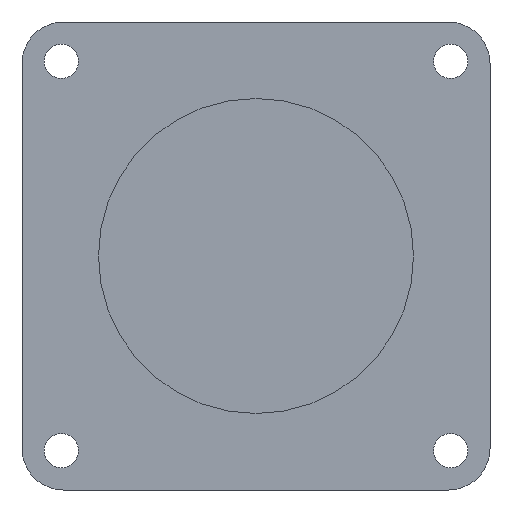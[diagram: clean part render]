
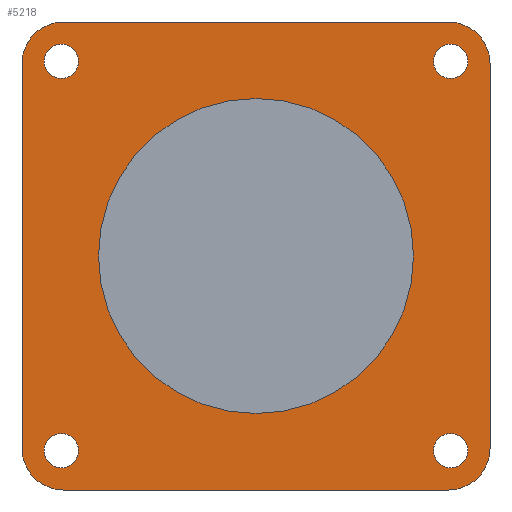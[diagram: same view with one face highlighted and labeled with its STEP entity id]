
A CAD part, left-side view. The second image highlights one B-rep face of the part: STEP entity #5218.
In plain terms, the highlighted planar face has unit normal (-1, 0, 0).
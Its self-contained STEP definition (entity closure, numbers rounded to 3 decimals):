
#126=FACE_BOUND('',#977,.T.);
#127=FACE_BOUND('',#978,.T.);
#128=FACE_BOUND('',#979,.T.);
#129=FACE_BOUND('',#980,.T.);
#130=FACE_BOUND('',#981,.T.);
#330=PLANE('',#5768);
#623=FACE_OUTER_BOUND('',#976,.T.);
#976=EDGE_LOOP('',(#4533,#4534,#4535,#4536,#4537,#4538,#4539,#4540));
#977=EDGE_LOOP('',(#4541));
#978=EDGE_LOOP('',(#4542));
#979=EDGE_LOOP('',(#4543));
#980=EDGE_LOOP('',(#4544));
#981=EDGE_LOOP('',(#4545));
#1394=LINE('',#9075,#1818);
#1400=LINE('',#9095,#1824);
#1403=LINE('',#9103,#1827);
#1405=LINE('',#9109,#1829);
#1818=VECTOR('',#7193,10.);
#1824=VECTOR('',#7213,10.);
#1827=VECTOR('',#7222,10.);
#1829=VECTOR('',#7230,10.);
#2029=CIRCLE('',#5718,19.05);
#2040=CIRCLE('',#5740,2.067);
#2042=CIRCLE('',#5743,2.067);
#2044=CIRCLE('',#5746,2.067);
#2046=CIRCLE('',#5749,2.067);
#2048=CIRCLE('',#5752,5.);
#2053=CIRCLE('',#5760,5.);
#2054=CIRCLE('',#5763,5.);
#2055=CIRCLE('',#5766,5.);
#2471=VERTEX_POINT('',#8998);
#2482=VERTEX_POINT('',#9038);
#2484=VERTEX_POINT('',#9044);
#2486=VERTEX_POINT('',#9050);
#2488=VERTEX_POINT('',#9056);
#2490=VERTEX_POINT('',#9062);
#2491=VERTEX_POINT('',#9063);
#2495=VERTEX_POINT('',#9073);
#2501=VERTEX_POINT('',#9089);
#2502=VERTEX_POINT('',#9093);
#2503=VERTEX_POINT('',#9097);
#2504=VERTEX_POINT('',#9098);
#2505=VERTEX_POINT('',#9105);
#3132=EDGE_CURVE('',#2471,#2471,#2029,.T.);
#3150=EDGE_CURVE('',#2482,#2482,#2040,.T.);
#3153=EDGE_CURVE('',#2484,#2484,#2042,.T.);
#3156=EDGE_CURVE('',#2486,#2486,#2044,.T.);
#3159=EDGE_CURVE('',#2488,#2488,#2046,.T.);
#3162=EDGE_CURVE('',#2490,#2491,#2048,.T.);
#3168=EDGE_CURVE('',#2490,#2495,#1394,.T.);
#3175=EDGE_CURVE('',#2501,#2495,#2053,.T.);
#3178=EDGE_CURVE('',#2501,#2502,#1400,.T.);
#3179=EDGE_CURVE('',#2503,#2504,#2054,.T.);
#3182=EDGE_CURVE('',#2503,#2491,#1403,.T.);
#3183=EDGE_CURVE('',#2505,#2502,#2055,.T.);
#3185=EDGE_CURVE('',#2505,#2504,#1405,.T.);
#4533=ORIENTED_EDGE('',*,*,#3162,.F.);
#4534=ORIENTED_EDGE('',*,*,#3168,.T.);
#4535=ORIENTED_EDGE('',*,*,#3175,.F.);
#4536=ORIENTED_EDGE('',*,*,#3178,.T.);
#4537=ORIENTED_EDGE('',*,*,#3183,.F.);
#4538=ORIENTED_EDGE('',*,*,#3185,.T.);
#4539=ORIENTED_EDGE('',*,*,#3179,.F.);
#4540=ORIENTED_EDGE('',*,*,#3182,.T.);
#4541=ORIENTED_EDGE('',*,*,#3132,.T.);
#4542=ORIENTED_EDGE('',*,*,#3150,.T.);
#4543=ORIENTED_EDGE('',*,*,#3153,.T.);
#4544=ORIENTED_EDGE('',*,*,#3156,.T.);
#4545=ORIENTED_EDGE('',*,*,#3159,.T.);
#5218=ADVANCED_FACE('',(#623,#126,#127,#128,#129,#130),#330,.T.);
#5718=AXIS2_PLACEMENT_3D('',#8999,#7104,#7105);
#5740=AXIS2_PLACEMENT_3D('',#9039,#7155,#7156);
#5743=AXIS2_PLACEMENT_3D('',#9045,#7162,#7163);
#5746=AXIS2_PLACEMENT_3D('',#9051,#7169,#7170);
#5749=AXIS2_PLACEMENT_3D('',#9057,#7176,#7177);
#5752=AXIS2_PLACEMENT_3D('',#9064,#7183,#7184);
#5760=AXIS2_PLACEMENT_3D('',#9090,#7207,#7208);
#5763=AXIS2_PLACEMENT_3D('',#9099,#7216,#7217);
#5766=AXIS2_PLACEMENT_3D('',#9106,#7225,#7226);
#5768=AXIS2_PLACEMENT_3D('',#9110,#7231,#7232);
#7104=DIRECTION('center_axis',(1.,0.,0.));
#7105=DIRECTION('ref_axis',(0.,0.,-1.));
#7155=DIRECTION('center_axis',(1.,0.,0.));
#7156=DIRECTION('ref_axis',(0.,0.,
1.));
#7162=DIRECTION('center_axis',(1.,0.,0.));
#7163=DIRECTION('ref_axis',(0.,0.,
1.));
#7169=DIRECTION('center_axis',(1.,0.,0.));
#7170=DIRECTION('ref_axis',(0.,0.,
1.));
#7176=DIRECTION('center_axis',(1.,0.,0.));
#7177=DIRECTION('ref_axis',(0.,0.,
1.));
#7183=DIRECTION('center_axis',(1.,0.,0.));
#7184=DIRECTION('ref_axis',(0.,-0.707,0.707));
#7193=DIRECTION('',(0.,1.,0.));
#7207=DIRECTION('center_axis',(1.,0.,0.));
#7208=DIRECTION('ref_axis',(0.,0.707,0.707));
#7213=DIRECTION('',(0.,0.,-1.));
#7216=DIRECTION('center_axis',(1.,0.,0.));
#7217=DIRECTION('ref_axis',(0.,-0.707,-0.707));
#7222=DIRECTION('',(0.,0.,1.));
#7225=DIRECTION('center_axis',(1.,0.,0.));
#7226=DIRECTION('ref_axis',(0.,0.707,-0.707));
#7230=DIRECTION('',(0.,-1.,0.));
#7231=DIRECTION('center_axis',(-1.,0.,0.));
#7232=DIRECTION('ref_axis',(0.,0.,
1.));
#8998=CARTESIAN_POINT('',(-63.6,0.,19.05));
#8999=CARTESIAN_POINT('Origin',(-63.6,0.,
0.));
#9038=CARTESIAN_POINT('',(-63.6,-23.55,21.483));
#9039=CARTESIAN_POINT('Origin',(-63.6,-23.55,23.55));
#9044=CARTESIAN_POINT('',(-63.6,23.55,-25.617));
#9045=CARTESIAN_POINT('Origin',(-63.6,23.55,-23.55));
#9050=CARTESIAN_POINT('',(-63.6,23.55,21.483));
#9051=CARTESIAN_POINT('Origin',(-63.6,23.55,23.55));
#9056=CARTESIAN_POINT('',(-63.6,-23.55,-25.617));
#9057=CARTESIAN_POINT('Origin',(-63.6,-23.55,-23.55));
#9062=CARTESIAN_POINT('',(-63.6,-23.3,28.3));
#9063=CARTESIAN_POINT('',(-63.6,-28.3,23.3));
#9064=CARTESIAN_POINT('Origin',(-63.6,-23.3,23.3));
#9073=CARTESIAN_POINT('',(-63.6,23.3,28.3));
#9075=CARTESIAN_POINT('',(-63.6,-28.3,28.3));
#9089=CARTESIAN_POINT('',(-63.6,28.3,23.3));
#9090=CARTESIAN_POINT('Origin',(-63.6,23.3,23.3));
#9093=CARTESIAN_POINT('',(-63.6,28.3,-23.3));
#9095=CARTESIAN_POINT('',(-63.6,28.3,28.3));
#9097=CARTESIAN_POINT('',(-63.6,-28.3,-23.3));
#9098=CARTESIAN_POINT('',(-63.6,-23.3,-28.3));
#9099=CARTESIAN_POINT('Origin',(-63.6,-23.3,-23.3));
#9103=CARTESIAN_POINT('',(-63.6,-28.3,-28.3));
#9105=CARTESIAN_POINT('',(-63.6,23.3,-28.3));
#9106=CARTESIAN_POINT('Origin',(-63.6,23.3,-23.3));
#9109=CARTESIAN_POINT('',(-63.6,28.3,-28.3));
#9110=CARTESIAN_POINT('Origin',(-63.6,0.,
0.));
